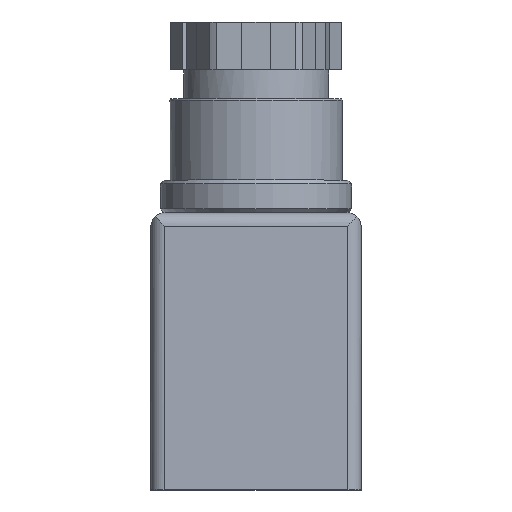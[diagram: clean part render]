
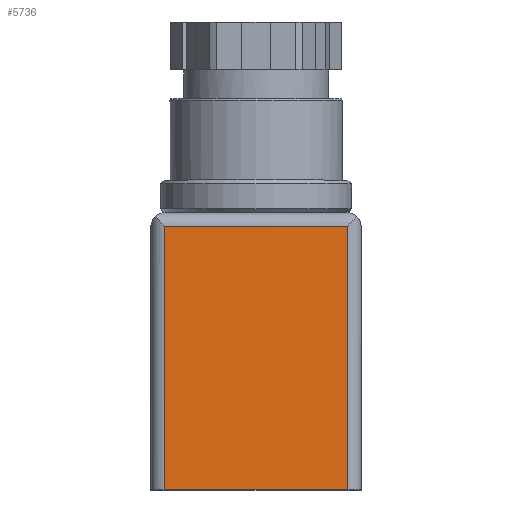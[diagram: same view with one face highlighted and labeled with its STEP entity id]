
A CAD part, top view. The second image highlights one B-rep face of the part: STEP entity #5736.
In plain terms, the highlighted planar face has unit normal (0, 0.018, 1).
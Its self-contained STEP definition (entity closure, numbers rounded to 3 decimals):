
#367=ORIENTED_EDGE('',*,*,#1535,.T.);
#368=ORIENTED_EDGE('',*,*,#1536,.T.);
#369=ORIENTED_EDGE('',*,*,#1537,.F.);
#370=ORIENTED_EDGE('',*,*,#1538,.T.);
#1535=EDGE_CURVE('',#2104,#2105,#2517,.T.);
#1536=EDGE_CURVE('',#2105,#2106,#2518,.T.);
#1537=EDGE_CURVE('',#2107,#2106,#2519,.T.);
#1538=EDGE_CURVE('',#2107,#2104,#2520,.F.);
#2104=VERTEX_POINT('',#7782);
#2105=VERTEX_POINT('',#7783);
#2106=VERTEX_POINT('',#7785);
#2107=VERTEX_POINT('',#7787);
#2517=LINE('',#7781,#2934);
#2518=LINE('',#7784,#2935);
#2519=LINE('',#7786,#2936);
#2520=LINE('',#7788,#2937);
#2934=VECTOR('',#6506,1000.);
#2935=VECTOR('',#6507,1000.);
#2936=VECTOR('',#6508,1000.);
#2937=VECTOR('',#6509,1000.);
#3304=EDGE_LOOP('',(#367,#368,#369,#370));
#3612=FACE_BOUND('',#3304,.T.);
#3920=PLANE('',#6003);
#5736=ADVANCED_FACE('',(#3612),#3920,.F.);
#6003=AXIS2_PLACEMENT_3D('',#7780,#6504,#6505);
#6504=DIRECTION('',(0.,-0.017,-1.));
#6505=DIRECTION('',(0.,1.,-0.017));
#6506=DIRECTION('',(-1.,0.,0.));
#6507=DIRECTION('',(0.,-1.,0.017));
#6508=DIRECTION('',(-1.,0.,0.));
#6509=DIRECTION('',(0.,-1.,0.017));
#7780=CARTESIAN_POINT('',(11.,27.526,29.02));
#7781=CARTESIAN_POINT('',(11.,27.526,29.02));
#7782=CARTESIAN_POINT('',(9.616,27.526,29.02));
#7783=CARTESIAN_POINT('',(-9.616,27.526,29.02));
#7784=CARTESIAN_POINT('',(-9.616,30.51,28.967));
#7785=CARTESIAN_POINT('',(-9.616,0.,29.5));
#7786=CARTESIAN_POINT('',(11.,0.,29.5));
#7787=CARTESIAN_POINT('',(9.616,0.,29.5));
#7788=CARTESIAN_POINT('',(9.616,30.51,28.967));
